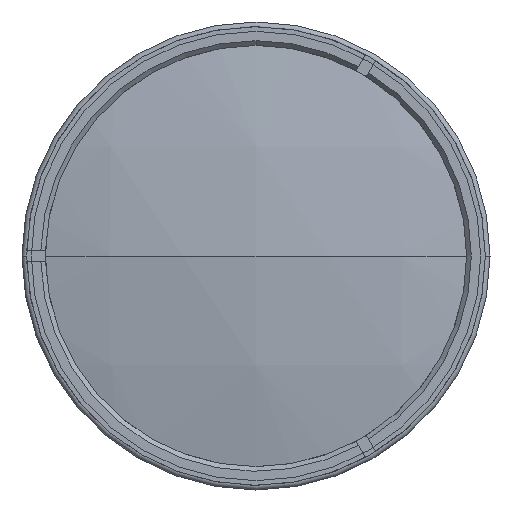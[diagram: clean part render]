
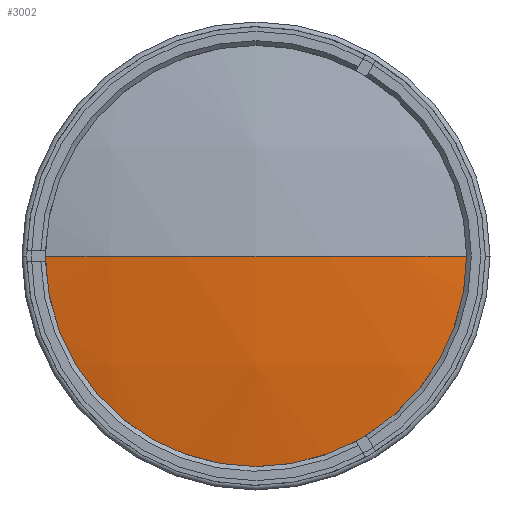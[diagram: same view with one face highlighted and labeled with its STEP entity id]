
A CAD part, left-side view. The second image highlights one B-rep face of the part: STEP entity #3002.
In plain terms, the highlighted spherical face has radius 224 mm.
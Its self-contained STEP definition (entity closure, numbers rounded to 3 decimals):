
#9 = DIRECTION ( 'NONE',  ( -1., 0., 0. ) ) ;
#51 = CARTESIAN_POINT ( 'NONE',  ( -182.505, -46.5, 0. ) ) ;
#93 = VERTEX_POINT ( 'NONE', #2387 ) ;
#256 = DIRECTION ( 'NONE',  ( 0., 1., 0. ) ) ;
#398 = CARTESIAN_POINT ( 'NONE',  ( 36.615, 0., 0. ) ) ;
#754 = DIRECTION ( 'NONE',  ( 0., 1., 0. ) ) ;
#865 = CARTESIAN_POINT ( 'NONE',  ( 36.615, 0., 0. ) ) ;
#869 = AXIS2_PLACEMENT_3D ( 'NONE', #398, #2719, #754 ) ;
#961 = CIRCLE ( 'NONE', #869, 224. ) ;
#967 = ORIENTED_EDGE ( 'NONE', *, *, #2360, .F. ) ;
#1069 = AXIS2_PLACEMENT_3D ( 'NONE', #1911, #2265, #256 ) ;
#1085 = EDGE_LOOP ( 'NONE', ( #3331, #3091, #967 ) ) ;
#1205 = DIRECTION ( 'NONE',  ( 0., -1., 0. ) ) ;
#1911 = CARTESIAN_POINT ( 'NONE',  ( 36.615, 0., 0. ) ) ;
#2029 = CARTESIAN_POINT ( 'NONE',  ( -182.505, 0., 0. ) ) ;
#2265 = DIRECTION ( 'NONE',  ( 0., 0., -1. ) ) ;
#2360 = EDGE_CURVE ( 'NONE', #2500, #93, #3658, .T. ) ;
#2364 = DIRECTION ( 'NONE',  ( 0., 0., 1. ) ) ;
#2387 = CARTESIAN_POINT ( 'NONE',  ( -187.385, 0., 0. ) ) ;
#2500 = VERTEX_POINT ( 'NONE', #3589 ) ;
#2570 = CIRCLE ( 'NONE', #2836, 46.5 ) ;
#2719 = DIRECTION ( 'NONE',  ( 0., 0., -1. ) ) ;
#2746 = EDGE_CURVE ( 'NONE', #2500, #3743, #2570, .T. ) ;
#2836 = AXIS2_PLACEMENT_3D ( 'NONE', #2029, #9, #2364 ) ;
#3002 = ADVANCED_FACE ( 'NONE', ( #3141 ), #3713, .T. ) ;
#3091 = ORIENTED_EDGE ( 'NONE', *, *, #4044, .T. ) ;
#3099 = AXIS2_PLACEMENT_3D ( 'NONE', #865, #3167, #1205 ) ;
#3141 = FACE_OUTER_BOUND ( 'NONE', #1085, .T. ) ;
#3167 = DIRECTION ( 'NONE',  ( 0., 0., 1. ) ) ;
#3331 = ORIENTED_EDGE ( 'NONE', *, *, #2746, .T. ) ;
#3589 = CARTESIAN_POINT ( 'NONE',  ( -182.505, 46.5, 0. ) ) ;
#3658 = CIRCLE ( 'NONE', #3099, 224. ) ;
#3713 = SPHERICAL_SURFACE ( 'NONE', #1069, 224. ) ;
#3743 = VERTEX_POINT ( 'NONE', #51 ) ;
#4044 = EDGE_CURVE ( 'NONE', #3743, #93, #961, .T. ) ;
